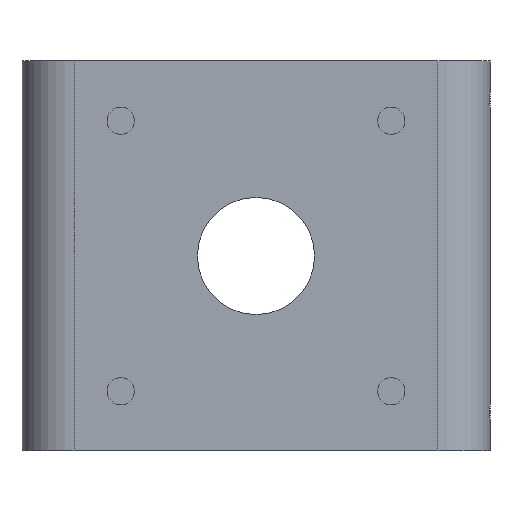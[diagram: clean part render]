
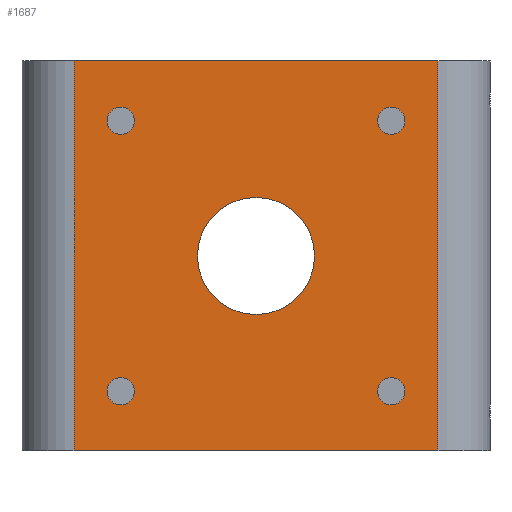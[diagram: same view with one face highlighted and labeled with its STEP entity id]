
A CAD part, left-side view. The second image highlights one B-rep face of the part: STEP entity #1687.
In plain terms, the highlighted planar face has unit normal (-1, 0, 0).
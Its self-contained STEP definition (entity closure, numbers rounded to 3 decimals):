
#21 = EDGE_CURVE ( 'NONE', #1133, #2025, #86, .T. ) ;
#28 = EDGE_LOOP ( 'NONE', ( #140, #1130 ) ) ;
#41 = CIRCLE ( 'NONE', #163, 5.25 ) ;
#69 = VERTEX_POINT ( 'NONE', #394 ) ;
#86 = CIRCLE ( 'NONE', #685, 22.5 ) ;
#104 = CARTESIAN_POINT ( 'NONE',  ( 0., -147.25, 23. ) ) ;
#125 = DIRECTION ( 'NONE',  ( 0., -1., 0. ) ) ;
#139 = AXIS2_PLACEMENT_3D ( 'NONE', #496, #1535, #936 ) ;
#140 = ORIENTED_EDGE ( 'NONE', *, *, #1185, .F. ) ;
#160 = CARTESIAN_POINT ( 'NONE',  ( 0., -90., 75. ) ) ;
#163 = AXIS2_PLACEMENT_3D ( 'NONE', #2456, #360, #2643 ) ;
#167 = DIRECTION ( 'NONE',  ( 0., -1., 0. ) ) ;
#173 = CARTESIAN_POINT ( 'NONE',  ( 0., -136.75, 23. ) ) ;
#211 = VERTEX_POINT ( 'NONE', #104 ) ;
#246 = EDGE_LOOP ( 'NONE', ( #2027, #2361, #1254, #693 ) ) ;
#272 = ORIENTED_EDGE ( 'NONE', *, *, #2258, .F. ) ;
#324 = DIRECTION ( 'NONE',  ( 0., -1., 0. ) ) ;
#326 = EDGE_CURVE ( 'NONE', #69, #695, #2021, .T. ) ;
#349 = CARTESIAN_POINT ( 'NONE',  ( 0., -32.75, 127. ) ) ;
#360 = DIRECTION ( 'NONE',  ( -1., 0., 0. ) ) ;
#372 = CARTESIAN_POINT ( 'NONE',  ( 0., -20., 150. ) ) ;
#373 = CARTESIAN_POINT ( 'NONE',  ( 0., -90., 75. ) ) ;
#394 = CARTESIAN_POINT ( 'NONE',  ( 0., -20., 0. ) ) ;
#415 = AXIS2_PLACEMENT_3D ( 'NONE', #1981, #553, #324 ) ;
#470 = CARTESIAN_POINT ( 'NONE',  ( 0., -160., 150. ) ) ;
#496 = CARTESIAN_POINT ( 'NONE',  ( 0., -142., 23. ) ) ;
#518 = LINE ( 'NONE', #372, #1890 ) ;
#553 = DIRECTION ( 'NONE',  ( -1., 0., 0. ) ) ;
#557 = CARTESIAN_POINT ( 'NONE',  ( 0., -160., 150. ) ) ;
#578 = DIRECTION ( 'NONE',  ( 0., 0., -1. ) ) ;
#593 = CARTESIAN_POINT ( 'NONE',  ( 0., -38., 23. ) ) ;
#610 = VECTOR ( 'NONE', #1968, 1000. ) ;
#666 = CIRCLE ( 'NONE', #139, 5.25 ) ;
#685 = AXIS2_PLACEMENT_3D ( 'NONE', #373, #1386, #2024 ) ;
#693 = ORIENTED_EDGE ( 'NONE', *, *, #2377, .T. ) ;
#695 = VERTEX_POINT ( 'NONE', #2143 ) ;
#731 = DIRECTION ( 'NONE',  ( 0., 1., 0. ) ) ;
#733 = CARTESIAN_POINT ( 'NONE',  ( 0., -142., 23. ) ) ;
#740 = CARTESIAN_POINT ( 'NONE',  ( 0., 0., 0. ) ) ;
#766 = LINE ( 'NONE', #1168, #1913 ) ;
#784 = EDGE_CURVE ( 'NONE', #1072, #1924, #766, .T. ) ;
#806 = CIRCLE ( 'NONE', #1187, 22.5 ) ;
#820 = CARTESIAN_POINT ( 'NONE',  ( 0., -43.25, 23. ) ) ;
#842 = CARTESIAN_POINT ( 'NONE',  ( 0., -43.25, 127. ) ) ;
#864 = EDGE_LOOP ( 'NONE', ( #1118, #1120 ) ) ;
#902 = CARTESIAN_POINT ( 'NONE',  ( 0., -147.25, 127. ) ) ;
#923 = DIRECTION ( 'NONE',  ( 1., 0., 0. ) ) ;
#936 = DIRECTION ( 'NONE',  ( 0., -1., 0. ) ) ;
#1011 = DIRECTION ( 'NONE',  ( -1., 0., 0. ) ) ;
#1038 = FACE_BOUND ( 'NONE', #864, .T. ) ;
#1072 = VERTEX_POINT ( 'NONE', #1825 ) ;
#1080 = EDGE_CURVE ( 'NONE', #2025, #1133, #806, .T. ) ;
#1100 = EDGE_LOOP ( 'NONE', ( #2679, #2362 ) ) ;
#1118 = ORIENTED_EDGE ( 'NONE', *, *, #21, .F. ) ;
#1120 = ORIENTED_EDGE ( 'NONE', *, *, #1080, .F. ) ;
#1130 = ORIENTED_EDGE ( 'NONE', *, *, #2171, .F. ) ;
#1132 = EDGE_CURVE ( 'NONE', #211, #1305, #666, .T. ) ;
#1133 = VERTEX_POINT ( 'NONE', #2381 ) ;
#1160 = ORIENTED_EDGE ( 'NONE', *, *, #2685, .F. ) ;
#1168 = CARTESIAN_POINT ( 'NONE',  ( 0., 0., 150. ) ) ;
#1173 = AXIS2_PLACEMENT_3D ( 'NONE', #1383, #2442, #167 ) ;
#1180 = FACE_OUTER_BOUND ( 'NONE', #246, .T. ) ;
#1182 = DIRECTION ( 'NONE',  ( 0., -1., 0. ) ) ;
#1185 = EDGE_CURVE ( 'NONE', #1328, #1496, #1918, .T. ) ;
#1187 = AXIS2_PLACEMENT_3D ( 'NONE', #160, #2642, #1591 ) ;
#1228 = CARTESIAN_POINT ( 'NONE',  ( 0., -32.75, 23. ) ) ;
#1232 = ORIENTED_EDGE ( 'NONE', *, *, #1132, .F. ) ;
#1254 = ORIENTED_EDGE ( 'NONE', *, *, #784, .F. ) ;
#1264 = VECTOR ( 'NONE', #2397, 1000. ) ;
#1305 = VERTEX_POINT ( 'NONE', #173 ) ;
#1328 = VERTEX_POINT ( 'NONE', #820 ) ;
#1337 = FACE_BOUND ( 'NONE', #2064, .T. ) ;
#1347 = AXIS2_PLACEMENT_3D ( 'NONE', #733, #1572, #125 ) ;
#1383 = CARTESIAN_POINT ( 'NONE',  ( 0., -38., 127. ) ) ;
#1386 = DIRECTION ( 'NONE',  ( -1., 0., 0. ) ) ;
#1396 = DIRECTION ( 'NONE',  ( -1., 0., 0. ) ) ;
#1426 = ORIENTED_EDGE ( 'NONE', *, *, #2090, .F. ) ;
#1445 = EDGE_LOOP ( 'NONE', ( #1232, #1160 ) ) ;
#1496 = VERTEX_POINT ( 'NONE', #1228 ) ;
#1535 = DIRECTION ( 'NONE',  ( -1., 0., 0. ) ) ;
#1572 = DIRECTION ( 'NONE',  ( -1., 0., 0. ) ) ;
#1582 = AXIS2_PLACEMENT_3D ( 'NONE', #2458, #1585, #1828 ) ;
#1585 = DIRECTION ( 'NONE',  ( -1., 0., 0. ) ) ;
#1591 = DIRECTION ( 'NONE',  ( 0., -1., 0. ) ) ;
#1598 = FACE_BOUND ( 'NONE', #1100, .T. ) ;
#1620 = CIRCLE ( 'NONE', #1347, 5.25 ) ;
#1674 = VERTEX_POINT ( 'NONE', #1963 ) ;
#1687 = ADVANCED_FACE ( 'NONE', ( #1598, #1337, #2585, #1735, #1038, #1180 ), #1950, .F. ) ;
#1727 = VERTEX_POINT ( 'NONE', #349 ) ;
#1735 = FACE_BOUND ( 'NONE', #28, .T. ) ;
#1759 = AXIS2_PLACEMENT_3D ( 'NONE', #1766, #923, #731 ) ;
#1766 = CARTESIAN_POINT ( 'NONE',  ( 0., 0., 150. ) ) ;
#1809 = CARTESIAN_POINT ( 'NONE',  ( 0., -142., 127. ) ) ;
#1825 = CARTESIAN_POINT ( 'NONE',  ( 0., -20., 150. ) ) ;
#1828 = DIRECTION ( 'NONE',  ( 0., -1., 0. ) ) ;
#1890 = VECTOR ( 'NONE', #578, 1000. ) ;
#1913 = VECTOR ( 'NONE', #1182, 1000. ) ;
#1918 = CIRCLE ( 'NONE', #415, 5.25 ) ;
#1924 = VERTEX_POINT ( 'NONE', #470 ) ;
#1949 = CARTESIAN_POINT ( 'NONE',  ( 0., -67.5, 75. ) ) ;
#1950 = PLANE ( 'NONE',  #1759 ) ;
#1963 = CARTESIAN_POINT ( 'NONE',  ( 0., -136.75, 127. ) ) ;
#1968 = DIRECTION ( 'NONE',  ( 0., 0., 1. ) ) ;
#1981 = CARTESIAN_POINT ( 'NONE',  ( 0., -38., 23. ) ) ;
#2021 = LINE ( 'NONE', #740, #1264 ) ;
#2024 = DIRECTION ( 'NONE',  ( 0., -1., 0. ) ) ;
#2025 = VERTEX_POINT ( 'NONE', #1949 ) ;
#2026 = CIRCLE ( 'NONE', #2209, 5.25 ) ;
#2027 = ORIENTED_EDGE ( 'NONE', *, *, #326, .T. ) ;
#2064 = EDGE_LOOP ( 'NONE', ( #272, #1426 ) ) ;
#2077 = EDGE_CURVE ( 'NONE', #695, #1924, #2589, .T. ) ;
#2090 = EDGE_CURVE ( 'NONE', #1674, #2336, #2296, .T. ) ;
#2143 = CARTESIAN_POINT ( 'NONE',  ( 0., -160., 0. ) ) ;
#2171 = EDGE_CURVE ( 'NONE', #1496, #1328, #2026, .T. ) ;
#2199 = CIRCLE ( 'NONE', #1173, 5.25 ) ;
#2209 = AXIS2_PLACEMENT_3D ( 'NONE', #593, #1011, #2467 ) ;
#2219 = EDGE_CURVE ( 'NONE', #1727, #2547, #2199, .T. ) ;
#2243 = DIRECTION ( 'NONE',  ( 0., -1., 0. ) ) ;
#2258 = EDGE_CURVE ( 'NONE', #2336, #1674, #2470, .T. ) ;
#2293 = AXIS2_PLACEMENT_3D ( 'NONE', #1809, #1396, #2243 ) ;
#2296 = CIRCLE ( 'NONE', #1582, 5.25 ) ;
#2336 = VERTEX_POINT ( 'NONE', #902 ) ;
#2361 = ORIENTED_EDGE ( 'NONE', *, *, #2077, .T. ) ;
#2362 = ORIENTED_EDGE ( 'NONE', *, *, #2219, .F. ) ;
#2367 = EDGE_CURVE ( 'NONE', #2547, #1727, #41, .T. ) ;
#2377 = EDGE_CURVE ( 'NONE', #1072, #69, #518, .T. ) ;
#2381 = CARTESIAN_POINT ( 'NONE',  ( 0., -112.5, 75. ) ) ;
#2397 = DIRECTION ( 'NONE',  ( 0., -1., 0. ) ) ;
#2442 = DIRECTION ( 'NONE',  ( -1., 0., 0. ) ) ;
#2456 = CARTESIAN_POINT ( 'NONE',  ( 0., -38., 127. ) ) ;
#2458 = CARTESIAN_POINT ( 'NONE',  ( 0., -142., 127. ) ) ;
#2467 = DIRECTION ( 'NONE',  ( 0., -1., 0. ) ) ;
#2470 = CIRCLE ( 'NONE', #2293, 5.25 ) ;
#2547 = VERTEX_POINT ( 'NONE', #842 ) ;
#2585 = FACE_BOUND ( 'NONE', #1445, .T. ) ;
#2589 = LINE ( 'NONE', #557, #610 ) ;
#2642 = DIRECTION ( 'NONE',  ( -1., 0., 0. ) ) ;
#2643 = DIRECTION ( 'NONE',  ( 0., -1., 0. ) ) ;
#2679 = ORIENTED_EDGE ( 'NONE', *, *, #2367, .F. ) ;
#2685 = EDGE_CURVE ( 'NONE', #1305, #211, #1620, .T. ) ;
